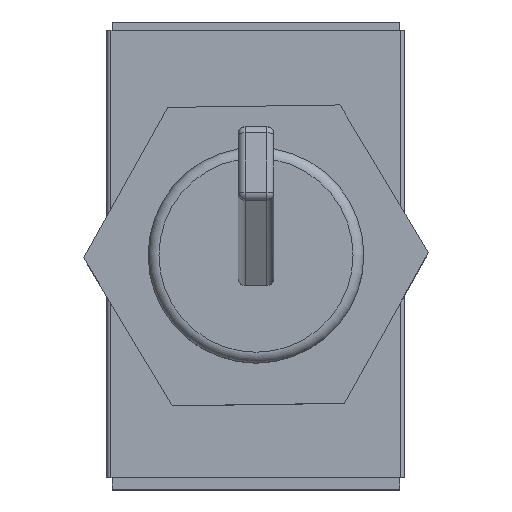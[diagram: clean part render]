
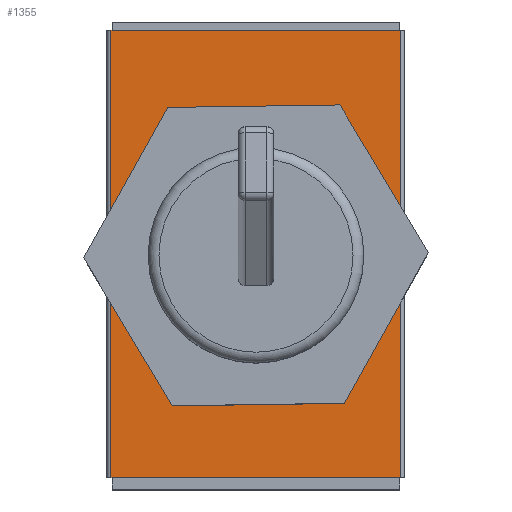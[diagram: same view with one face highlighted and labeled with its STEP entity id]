
A CAD part, top view. The second image highlights one B-rep face of the part: STEP entity #1355.
In plain terms, the highlighted planar face has unit normal (0, 0, 1).
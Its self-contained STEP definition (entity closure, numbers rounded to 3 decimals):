
#1322 = EDGE_CURVE('',#1323,#1323,#1325,.T.);
#1323 = VERTEX_POINT('',#1324);
#1324 = CARTESIAN_POINT('',(7.,6.5,10.));
#1325 = CIRCLE('',#1326,3.);
#1326 = AXIS2_PLACEMENT_3D('',#1327,#1328,#1329);
#1327 = CARTESIAN_POINT('',(4.,6.5,10.));
#1328 = DIRECTION('',(0.,0.,1.));
#1329 = DIRECTION('',(1.,0.,0.));
#1355 = ADVANCED_FACE('',(#1356,#1454),#1457,.F.);
#1356 = FACE_BOUND('',#1357,.F.);
#1357 = EDGE_LOOP('',(#1358,#1368,#1376,#1384,#1392,#1400,#1408,#1416,
    #1424,#1432,#1440,#1448));
#1358 = ORIENTED_EDGE('',*,*,#1359,.T.);
#1359 = EDGE_CURVE('',#1360,#1362,#1364,.T.);
#1360 = VERTEX_POINT('',#1361);
#1361 = CARTESIAN_POINT('',(0.,0.333,10.));
#1362 = VERTEX_POINT('',#1363);
#1363 = CARTESIAN_POINT('',(-0.052,0.333,10.));
#1364 = LINE('',#1365,#1366);
#1365 = CARTESIAN_POINT('',(8.128,0.333,10.));
#1366 = VECTOR('',#1367,1.);
#1367 = DIRECTION('',(-1.,0.,0.));
#1368 = ORIENTED_EDGE('',*,*,#1369,.T.);
#1369 = EDGE_CURVE('',#1362,#1370,#1372,.T.);
#1370 = VERTEX_POINT('',#1371);
#1371 = CARTESIAN_POINT('',(-0.052,12.776,10.));
#1372 = LINE('',#1373,#1374);
#1373 = CARTESIAN_POINT('',(-0.052,0.333,10.));
#1374 = VECTOR('',#1375,1.);
#1375 = DIRECTION('',(0.,1.,0.));
#1376 = ORIENTED_EDGE('',*,*,#1377,.T.);
#1377 = EDGE_CURVE('',#1370,#1378,#1380,.T.);
#1378 = VERTEX_POINT('',#1379);
#1379 = CARTESIAN_POINT('',(0.,12.776,10.));
#1380 = LINE('',#1381,#1382);
#1381 = CARTESIAN_POINT('',(-0.152,12.776,10.));
#1382 = VECTOR('',#1383,1.);
#1383 = DIRECTION('',(1.,0.,0.));
#1384 = ORIENTED_EDGE('',*,*,#1385,.F.);
#1385 = EDGE_CURVE('',#1386,#1378,#1388,.T.);
#1386 = VERTEX_POINT('',#1387);
#1387 = CARTESIAN_POINT('',(0.,12.775,10.));
#1388 = LINE('',#1389,#1390);
#1389 = CARTESIAN_POINT('',(0.,12.775,10.));
#1390 = VECTOR('',#1391,1.);
#1391 = DIRECTION('',(0.,1.,0.));
#1392 = ORIENTED_EDGE('',*,*,#1393,.F.);
#1393 = EDGE_CURVE('',#1394,#1386,#1396,.T.);
#1394 = VERTEX_POINT('',#1395);
#1395 = CARTESIAN_POINT('',(7.997,12.775,10.));
#1396 = LINE('',#1397,#1398);
#1397 = CARTESIAN_POINT('',(7.997,12.775,10.));
#1398 = VECTOR('',#1399,1.);
#1399 = DIRECTION('',(-1.,0.,0.));
#1400 = ORIENTED_EDGE('',*,*,#1401,.F.);
#1401 = EDGE_CURVE('',#1402,#1394,#1404,.T.);
#1402 = VERTEX_POINT('',#1403);
#1403 = CARTESIAN_POINT('',(7.997,12.776,10.));
#1404 = LINE('',#1405,#1406);
#1405 = CARTESIAN_POINT('',(7.997,13.002,10.));
#1406 = VECTOR('',#1407,1.);
#1407 = DIRECTION('',(0.,-1.,0.));
#1408 = ORIENTED_EDGE('',*,*,#1409,.T.);
#1409 = EDGE_CURVE('',#1402,#1410,#1412,.T.);
#1410 = VERTEX_POINT('',#1411);
#1411 = CARTESIAN_POINT('',(8.028,12.776,10.));
#1412 = LINE('',#1413,#1414);
#1413 = CARTESIAN_POINT('',(-0.152,12.776,10.));
#1414 = VECTOR('',#1415,1.);
#1415 = DIRECTION('',(1.,0.,0.));
#1416 = ORIENTED_EDGE('',*,*,#1417,.T.);
#1417 = EDGE_CURVE('',#1410,#1418,#1420,.T.);
#1418 = VERTEX_POINT('',#1419);
#1419 = CARTESIAN_POINT('',(8.028,0.333,10.));
#1420 = LINE('',#1421,#1422);
#1421 = CARTESIAN_POINT('',(8.028,12.776,10.));
#1422 = VECTOR('',#1423,1.);
#1423 = DIRECTION('',(0.,-1.,0.));
#1424 = ORIENTED_EDGE('',*,*,#1425,.T.);
#1425 = EDGE_CURVE('',#1418,#1426,#1428,.T.);
#1426 = VERTEX_POINT('',#1427);
#1427 = CARTESIAN_POINT('',(8.004,0.333,10.));
#1428 = LINE('',#1429,#1430);
#1429 = CARTESIAN_POINT('',(8.128,0.333,10.));
#1430 = VECTOR('',#1431,1.);
#1431 = DIRECTION('',(-1.,0.,0.));
#1432 = ORIENTED_EDGE('',*,*,#1433,.T.);
#1433 = EDGE_CURVE('',#1426,#1434,#1436,.T.);
#1434 = VERTEX_POINT('',#1435);
#1435 = CARTESIAN_POINT('',(8.004,0.334,10.));
#1436 = LINE('',#1437,#1438);
#1437 = CARTESIAN_POINT('',(8.004,0.,10.));
#1438 = VECTOR('',#1439,1.);
#1439 = DIRECTION('',(0.,1.,0.));
#1440 = ORIENTED_EDGE('',*,*,#1441,.T.);
#1441 = EDGE_CURVE('',#1434,#1442,#1444,.T.);
#1442 = VERTEX_POINT('',#1443);
#1443 = CARTESIAN_POINT('',(0.,0.334,10.));
#1444 = LINE('',#1445,#1446);
#1445 = CARTESIAN_POINT('',(8.004,0.334,10.));
#1446 = VECTOR('',#1447,1.);
#1447 = DIRECTION('',(-1.,0.,0.));
#1448 = ORIENTED_EDGE('',*,*,#1449,.T.);
#1449 = EDGE_CURVE('',#1442,#1360,#1450,.T.);
#1450 = LINE('',#1451,#1452);
#1451 = CARTESIAN_POINT('',(0.,0.334,10.));
#1452 = VECTOR('',#1453,1.);
#1453 = DIRECTION('',(0.,-1.,0.));
#1454 = FACE_BOUND('',#1455,.F.);
#1455 = EDGE_LOOP('',(#1456));
#1456 = ORIENTED_EDGE('',*,*,#1322,.T.);
#1457 = PLANE('',#1458);
#1458 = AXIS2_PLACEMENT_3D('',#1459,#1460,#1461);
#1459 = CARTESIAN_POINT('',(3.988,6.555,10.));
#1460 = DIRECTION('',(-0.,-0.,-1.));
#1461 = DIRECTION('',(-1.,0.,0.));
